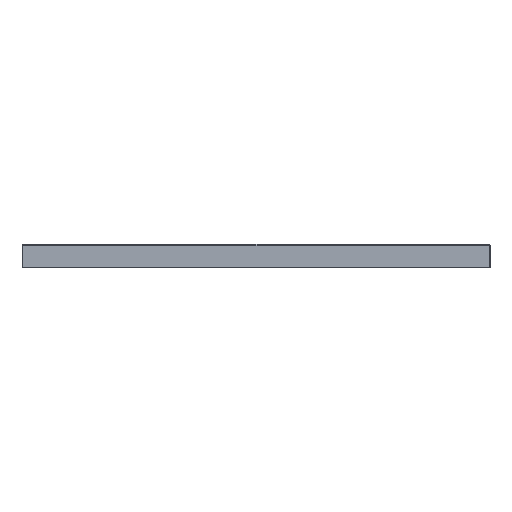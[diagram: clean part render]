
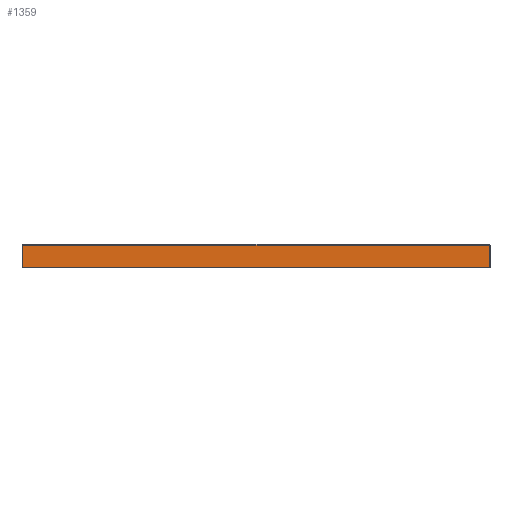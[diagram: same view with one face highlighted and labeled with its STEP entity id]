
A CAD part, left-side view. The second image highlights one B-rep face of the part: STEP entity #1359.
In plain terms, the highlighted planar face has unit normal (-1, 0, 0).
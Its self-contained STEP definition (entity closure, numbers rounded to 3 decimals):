
#335=PLANE('',#7661);
#487=LINE('',#23279,#909);
#488=LINE('',#23281,#910);
#489=LINE('',#23283,#911);
#909=VECTOR('',#8338,1.);
#910=VECTOR('',#8339,1.);
#911=VECTOR('',#8340,1.);
#1359=ADVANCED_FACE('',(#1960),#335,.T.);
#1960=FACE_OUTER_BOUND('',#2394,.T.);
#2394=EDGE_LOOP('',(#3462,#3463,#3464,#3465,#3466));
#3019=B_SPLINE_CURVE_WITH_KNOTS('',3,(#23241,#23242,#23243,#23244,#23245,
#23246,#23247,#23248,#23249,#23250,#23251,#23252,#23253),.UNSPECIFIED.,
 .F.,.F.,(4,3,3,3,4),(0.,0.037,0.186,0.779,
1.),.UNSPECIFIED.);
#3020=B_SPLINE_CURVE_WITH_KNOTS('',3,(#23256,#23257,#23258,#23259,#23260,
#23261,#23262,#23263,#23264,#23265,#23266,#23267,#23268,#23269,#23270,#23271,
#23272,#23273,#23274,#23275,#23276,#23277),.UNSPECIFIED.,.F.,.F.,(4,3,3,
3,3,3,3,4),(0.,0.008,0.038,0.158,
0.64,0.814,0.963,1.),.UNSPECIFIED.);
#3462=ORIENTED_EDGE('',*,*,#6406,.T.);
#3463=ORIENTED_EDGE('',*,*,#6407,.T.);
#3464=ORIENTED_EDGE('',*,*,#6408,.T.);
#3465=ORIENTED_EDGE('',*,*,#6409,.F.);
#3466=ORIENTED_EDGE('',*,*,#6410,.T.);
#5684=VERTEX_POINT('',#23254);
#5685=VERTEX_POINT('',#23255);
#5686=VERTEX_POINT('',#23278);
#5687=VERTEX_POINT('',#23280);
#5688=VERTEX_POINT('',#23282);
#6406=EDGE_CURVE('',#5684,#5685,#3019,.T.);
#6407=EDGE_CURVE('',#5685,#5686,#3020,.T.);
#6408=EDGE_CURVE('',#5686,#5687,#487,.T.);
#6409=EDGE_CURVE('',#5688,#5687,#488,.T.);
#6410=EDGE_CURVE('',#5688,#5684,#489,.T.);
#7661=AXIS2_PLACEMENT_3D('',#23284,#8341,#8342);
#8338=DIRECTION('',(0.,0.,-1.));
#8339=DIRECTION('',(0.,1.,0.));
#8340=DIRECTION('',(0.,0.,1.));
#8341=DIRECTION('',(-1.,0.,0.));
#8342=DIRECTION('',(0.,0.,1.));
#23241=CARTESIAN_POINT('',(-200.,-398.5,38.48));
#23242=CARTESIAN_POINT('',(-200.,-393.57,38.426));
#23243=CARTESIAN_POINT('',(-200.,-388.64,38.464));
#23244=CARTESIAN_POINT('',(-200.,-383.71,38.464));
#23245=CARTESIAN_POINT('',(-200.,-363.99,38.464));
#23246=CARTESIAN_POINT('',(-200.,-344.271,38.464));
#23247=CARTESIAN_POINT('',(-200.,-324.551,38.464));
#23248=CARTESIAN_POINT('',(-200.,-245.673,38.464));
#23249=CARTESIAN_POINT('',(-200.,-166.794,38.464));
#23250=CARTESIAN_POINT('',(-200.,-87.916,38.464));
#23251=CARTESIAN_POINT('',(-200.,-58.611,38.464));
#23252=CARTESIAN_POINT('',(-200.,-29.305,38.464));
#23253=CARTESIAN_POINT('',(-200.,0.,38.464));
#23254=CARTESIAN_POINT('',(-200.,-398.5,38.48));
#23255=CARTESIAN_POINT('',(-200.,0.,38.464));
#23256=CARTESIAN_POINT('',(-200.,0.,38.464));
#23257=CARTESIAN_POINT('',(-200.,1.,38.464));
#23258=CARTESIAN_POINT('',(-200.,2.,38.464));
#23259=CARTESIAN_POINT('',(-200.,3.,38.464));
#23260=CARTESIAN_POINT('',(-200.,7.,38.464));
#23261=CARTESIAN_POINT('',(-200.,11.,38.464));
#23262=CARTESIAN_POINT('',(-200.,15.,38.464));
#23263=CARTESIAN_POINT('',(-200.,31.,38.464));
#23264=CARTESIAN_POINT('',(-200.,47.,38.464));
#23265=CARTESIAN_POINT('',(-200.,63.,38.464));
#23266=CARTESIAN_POINT('',(-200.,127.,38.464));
#23267=CARTESIAN_POINT('',(-200.,191.,38.464));
#23268=CARTESIAN_POINT('',(-200.,255.,38.464));
#23269=CARTESIAN_POINT('',(-200.,278.184,38.464));
#23270=CARTESIAN_POINT('',(-200.,301.367,38.464));
#23271=CARTESIAN_POINT('',(-200.,324.551,38.464));
#23272=CARTESIAN_POINT('',(-200.,344.271,38.464));
#23273=CARTESIAN_POINT('',(-200.,363.99,38.464));
#23274=CARTESIAN_POINT('',(-200.,383.71,38.464));
#23275=CARTESIAN_POINT('',(-200.,388.64,38.464));
#23276=CARTESIAN_POINT('',(-200.,393.57,38.426));
#23277=CARTESIAN_POINT('',(-200.,398.5,38.48));
#23278=CARTESIAN_POINT('',(-200.,398.5,38.48));
#23279=CARTESIAN_POINT('',(-200.,398.5,39.));
#23280=CARTESIAN_POINT('',(-200.,398.5,0.));
#23281=CARTESIAN_POINT('',(-200.,-400.,0.));
#23282=CARTESIAN_POINT('',(-200.,-398.5,0.));
#23283=CARTESIAN_POINT('',(-200.,-398.5,39.));
#23284=CARTESIAN_POINT('',(-200.,-400.,39.));
